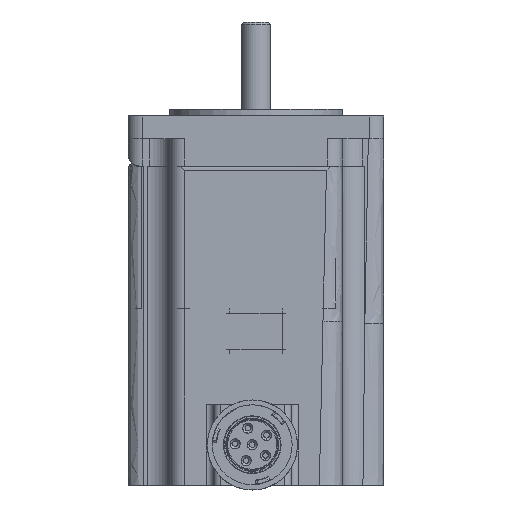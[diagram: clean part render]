
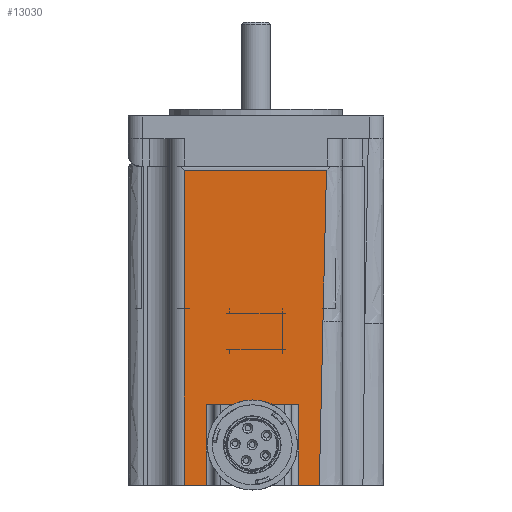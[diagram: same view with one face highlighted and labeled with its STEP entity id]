
A CAD part, front view. The second image highlights one B-rep face of the part: STEP entity #13030.
In plain terms, the highlighted planar face has unit normal (0, -1, 0).
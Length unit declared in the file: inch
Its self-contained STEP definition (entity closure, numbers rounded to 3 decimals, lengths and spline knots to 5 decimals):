
#1118 = AXIS2_PLACEMENT_3D ( 'NONE', #10620, #24498, #41952 ) ;
#1810 = FACE_OUTER_BOUND ( 'NONE', #23842, .T. ) ;
#2130 = CARTESIAN_POINT ( 'NONE',  ( 0.96931, 0.86168, 2.51237 ) ) ;
#2282 = CARTESIAN_POINT ( 'NONE',  ( 1.15842, 0.86168, 0.49166 ) ) ;
#2863 = EDGE_CURVE ( 'NONE', #50478, #56355, #51396, .T. ) ;
#3051 = CARTESIAN_POINT ( 'NONE',  ( 0.96931, 0.86168, -0.20334 ) ) ;
#3306 = CARTESIAN_POINT ( 'NONE',  ( 2.15535, 0.86168, 0.94744 ) ) ;
#3491 = CARTESIAN_POINT ( 'NONE',  ( 2.14222, 0.86168, 0.49715 ) ) ;
#3765 = VERTEX_POINT ( 'NONE', #56694 ) ;
#4821 = VERTEX_POINT ( 'NONE', #39993 ) ;
#5281 = CARTESIAN_POINT ( 'NONE',  ( 2.32931, 0.86168, -0.20334 ) ) ;
#6198 = CARTESIAN_POINT ( 'NONE',  ( 2.19378, 0.86168, 2.07867 ) ) ;
#6226 = B_SPLINE_CURVE_WITH_KNOTS ( 'NONE', 3,
 ( #24020, #54573, #54766, #2130 ),
 .UNSPECIFIED., .F., .F.,
 ( 4, 4 ),
 ( 0., 0.90742 ),
 .UNSPECIFIED. ) ;
#6402 = CARTESIAN_POINT ( 'NONE',  ( 1.89092, 0.86168, 0.49166 ) ) ;
#6563 = EDGE_CURVE ( 'NONE', #50478, #52855, #16198, .T. ) ;
#6973 = DIRECTION ( 'NONE',  ( -1., 0., 0. ) ) ;
#7880 = CARTESIAN_POINT ( 'NONE',  ( 2.15162, 0.86168, 0.82946 ) ) ;
#8162 = CARTESIAN_POINT ( 'NONE',  ( 1.95342, 0.86168, -0.20334 ) ) ;
#8670 = EDGE_CURVE ( 'NONE', #4821, #52855, #39147, .T. ) ;
#10518 = LINE ( 'NONE', #56524, #34587 ) ;
#10553 = VERTEX_POINT ( 'NONE', #13282 ) ;
#10620 = CARTESIAN_POINT ( 'NONE',  ( 1.58681, 0.86168, 2.54941 ) ) ;
#10793 = CARTESIAN_POINT ( 'NONE',  ( 2.17926, 0.86168, 1.64497 ) ) ;
#11006 = PLANE ( 'NONE',  #1118 ) ;
#11712 = CARTESIAN_POINT ( 'NONE',  ( 2.13405, 0.86168, 0.0472 ) ) ;
#11924 = CARTESIAN_POINT ( 'NONE',  ( 2.14108, 0.86168, 0.44979 ) ) ;
#12053 = CARTESIAN_POINT ( 'NONE',  ( 1.15842, 0.86168, 0.49166 ) ) ;
#12112 = CARTESIAN_POINT ( 'NONE',  ( 2.15228, 0.86168, 0.85055 ) ) ;
#12295 = CARTESIAN_POINT ( 'NONE',  ( 2.1525, 0.86168, 0.85744 ) ) ;
#12473 = CARTESIAN_POINT ( 'NONE',  ( 2.14238, 0.86168, 0.50355 ) ) ;
#12690 = ORIENTED_EDGE ( 'NONE', *, *, #32288, .T. ) ;
#13030 = ADVANCED_FACE ( 'NONE', ( #1810 ), #11006, .F. ) ;
#13225 = CARTESIAN_POINT ( 'NONE',  ( 0.96931, 0.86168, 2.51237 ) ) ;
#13282 = CARTESIAN_POINT ( 'NONE',  ( 2.19447, 0.86168, 2.51237 ) ) ;
#15801 = VECTOR ( 'NONE', #32970, 39.37008 ) ;
#16198 = LINE ( 'NONE', #6402, #37418 ) ;
#16548 = CARTESIAN_POINT ( 'NONE',  ( 2.1353, 0.86168, 0.14663 ) ) ;
#16732 = CARTESIAN_POINT ( 'NONE',  ( 2.13984, 0.86168, 0.39636 ) ) ;
#16924 = CARTESIAN_POINT ( 'NONE',  ( 2.14908, 0.86168, 0.74688 ) ) ;
#17113 = CARTESIAN_POINT ( 'NONE',  ( 2.15245, 0.86168, 0.85585 ) ) ;
#18419 = ORIENTED_EDGE ( 'NONE', *, *, #48290, .T. ) ;
#19179 = VECTOR ( 'NONE', #27987, 39.37008 ) ;
#19400 = ORIENTED_EDGE ( 'NONE', *, *, #19922, .T. ) ;
#19848 = DIRECTION ( 'NONE',  ( 1., 0., 0. ) ) ;
#19922 = EDGE_CURVE ( 'NONE', #37546, #52898, #10518, .T. ) ;
#20134 = CARTESIAN_POINT ( 'NONE',  ( 1.95342, 0.86168, -0.20334 ) ) ;
#21134 = CARTESIAN_POINT ( 'NONE',  ( 2.14597, 0.86168, 0.6412 ) ) ;
#21328 = LINE ( 'NONE', #5281, #35755 ) ;
#21514 = CARTESIAN_POINT ( 'NONE',  ( 2.14231, 0.86168, 0.50056 ) ) ;
#23734 = VERTEX_POINT ( 'NONE', #45035 ) ;
#23842 = EDGE_LOOP ( 'NONE', ( #18419, #27440, #50146, #50287, #49625, #39580, #12690, #37516, #19400 ) ) ;
#24020 = CARTESIAN_POINT ( 'NONE',  ( 2.19447, 0.86168, 2.51237 ) ) ;
#24421 = CARTESIAN_POINT ( 'NONE',  ( 2.13311, 0.86168, -0.05593 ) ) ;
#24461 = CARTESIAN_POINT ( 'NONE',  ( 1.95342, 0.86168, 0.49166 ) ) ;
#24498 = DIRECTION ( 'NONE',  ( 0., 1., 0. ) ) ;
#25544 = CARTESIAN_POINT ( 'NONE',  ( 2.13517, 0.86168, 0.13742 ) ) ;
#25915 = CARTESIAN_POINT ( 'NONE',  ( 2.15247, 0.86168, 0.85661 ) ) ;
#27440 = ORIENTED_EDGE ( 'NONE', *, *, #8670, .T. ) ;
#27458 = LINE ( 'NONE', #27797, #19179 ) ;
#27797 = CARTESIAN_POINT ( 'NONE',  ( 2.32931, 0.86168, -0.20334 ) ) ;
#27986 = VECTOR ( 'NONE', #41837, 39.37008 ) ;
#27987 = DIRECTION ( 'NONE',  ( 1., 0., 0. ) ) ;
#29393 = CARTESIAN_POINT ( 'NONE',  ( 2.13466, 0.86168, 0.09876 ) ) ;
#29585 = CARTESIAN_POINT ( 'NONE',  ( 2.15249, 0.86168, 0.85711 ) ) ;
#29779 = CARTESIAN_POINT ( 'NONE',  ( 2.14237, 0.86168, 0.50299 ) ) ;
#30350 = CARTESIAN_POINT ( 'NONE',  ( 2.14234, 0.86168, 0.50202 ) ) ;
#30853 = EDGE_CURVE ( 'NONE', #23734, #3765, #34397, .T. ) ;
#32288 = EDGE_CURVE ( 'NONE', #3765, #10553, #42864, .T. ) ;
#32970 = DIRECTION ( 'NONE',  ( 0., 0., 1. ) ) ;
#33819 = CARTESIAN_POINT ( 'NONE',  ( 2.135, 0.86168, 0.12454 ) ) ;
#34005 = CARTESIAN_POINT ( 'NONE',  ( 2.15928, 0.86168, 1.06533 ) ) ;
#34196 = CARTESIAN_POINT ( 'NONE',  ( 2.14371, 0.86168, 0.55712 ) ) ;
#34397 = B_SPLINE_CURVE_WITH_KNOTS ( 'NONE', 3,
 ( #46144, #38053, #24421, #11712, #29393, #33819, #25544, #38239, #16548, #43400, #38422, #47479, #56474, #16732, #11924, #55907, #56099, #3491, #21514, #30350, #29779, #12473, #34196, #21134, #16924, #51698, #7880, #47857, #12112, #38604, #17113, #25915, #29585, #12295, #3306, #34005, #56661 ),
 .UNSPECIFIED., .F., .F.,
 ( 4, 1, 1, 1, 1, 1, 1, 2, 2, 1, 1, 1, 1, 1, 1, 1, 2, 2, 1, 1, 1, 1, 1, 1, 1, 1, 2, 2, 4 ),
 ( 0., 0.125, 0.1875, 0.21875, 0.23437, 0.24219, 0.24609, 0.24805, 0.25, 0.375, 0.4375, 0.46875, 0.48437, 0.49219, 0.49609, 0.49805, 0.49902, 0.5, 0.625, 0.6875, 0.71875, 0.73437, 0.74219, 0.74609, 0.74805, 0.74902, 0.74951, 0.75, 1. ),
 .UNSPECIFIED. ) ;
#34587 = VECTOR ( 'NONE', #47906, 39.37008 ) ;
#35755 = VECTOR ( 'NONE', #19848, 39.37008 ) ;
#36541 = CARTESIAN_POINT ( 'NONE',  ( 2.16431, 0.86168, 1.21127 ) ) ;
#37418 = VECTOR ( 'NONE', #6973, 39.37008 ) ;
#37516 = ORIENTED_EDGE ( 'NONE', *, *, #51195, .T. ) ;
#37546 = VERTEX_POINT ( 'NONE', #13225 ) ;
#38053 = CARTESIAN_POINT ( 'NONE',  ( 2.13275, 0.86168, -0.14437 ) ) ;
#38239 = CARTESIAN_POINT ( 'NONE',  ( 2.13526, 0.86168, 0.14387 ) ) ;
#38422 = CARTESIAN_POINT ( 'NONE',  ( 2.13534, 0.86168, 0.14944 ) ) ;
#38604 = CARTESIAN_POINT ( 'NONE',  ( 2.15239, 0.86168, 0.85408 ) ) ;
#39147 = LINE ( 'NONE', #2282, #15801 ) ;
#39580 = ORIENTED_EDGE ( 'NONE', *, *, #30853, .T. ) ;
#39993 = CARTESIAN_POINT ( 'NONE',  ( 1.15842, 0.86168, -0.20334 ) ) ;
#41837 = DIRECTION ( 'NONE',  ( 0., 0., -1. ) ) ;
#41952 = DIRECTION ( 'NONE',  ( -1., 0., 0. ) ) ;
#42864 = B_SPLINE_CURVE_WITH_KNOTS ( 'NONE', 3,
 ( #36541, #10793, #6198, #49811 ),
 .UNSPECIFIED., .F., .F.,
 ( 4, 4 ),
 ( -0.03387, -0.00082 ),
 .UNSPECIFIED. ) ;
#43400 = CARTESIAN_POINT ( 'NONE',  ( 2.13533, 0.86168, 0.14847 ) ) ;
#45035 = CARTESIAN_POINT ( 'NONE',  ( 2.13272, 0.86168, -0.20334 ) ) ;
#46144 = CARTESIAN_POINT ( 'NONE',  ( 2.13272, 0.86168, -0.20334 ) ) ;
#47479 = CARTESIAN_POINT ( 'NONE',  ( 2.13615, 0.86168, 0.20586 ) ) ;
#47857 = CARTESIAN_POINT ( 'NONE',  ( 2.15206, 0.86168, 0.8435 ) ) ;
#47906 = DIRECTION ( 'NONE',  ( 0., 0., -1. ) ) ;
#48290 = EDGE_CURVE ( 'NONE', #52898, #4821, #21328, .T. ) ;
#49625 = ORIENTED_EDGE ( 'NONE', *, *, #52620, .T. ) ;
#49811 = CARTESIAN_POINT ( 'NONE',  ( 2.19447, 0.86168, 2.51237 ) ) ;
#50146 = ORIENTED_EDGE ( 'NONE', *, *, #6563, .F. ) ;
#50287 = ORIENTED_EDGE ( 'NONE', *, *, #2863, .T. ) ;
#50478 = VERTEX_POINT ( 'NONE', #24461 ) ;
#51195 = EDGE_CURVE ( 'NONE', #10553, #37546, #6226, .T. ) ;
#51396 = LINE ( 'NONE', #20134, #27986 ) ;
#51698 = CARTESIAN_POINT ( 'NONE',  ( 2.15075, 0.86168, 0.80161 ) ) ;
#52620 = EDGE_CURVE ( 'NONE', #56355, #23734, #27458, .T. ) ;
#52855 = VERTEX_POINT ( 'NONE', #12053 ) ;
#52898 = VERTEX_POINT ( 'NONE', #3051 ) ;
#54573 = CARTESIAN_POINT ( 'NONE',  ( 1.78609, 0.86168, 2.51237 ) ) ;
#54766 = CARTESIAN_POINT ( 'NONE',  ( 1.3777, 0.86168, 2.51237 ) ) ;
#55907 = CARTESIAN_POINT ( 'NONE',  ( 2.14172, 0.86168, 0.47678 ) ) ;
#56099 = CARTESIAN_POINT ( 'NONE',  ( 2.14205, 0.86168, 0.49035 ) ) ;
#56355 = VERTEX_POINT ( 'NONE', #8162 ) ;
#56474 = CARTESIAN_POINT ( 'NONE',  ( 2.13763, 0.86168, 0.29172 ) ) ;
#56524 = CARTESIAN_POINT ( 'NONE',  ( 0.96931, 0.86168, 1.15451 ) ) ;
#56661 = CARTESIAN_POINT ( 'NONE',  ( 2.16431, 0.86168, 1.21127 ) ) ;
#56694 = CARTESIAN_POINT ( 'NONE',  ( 2.16431, 0.86168, 1.21127 ) ) ;
